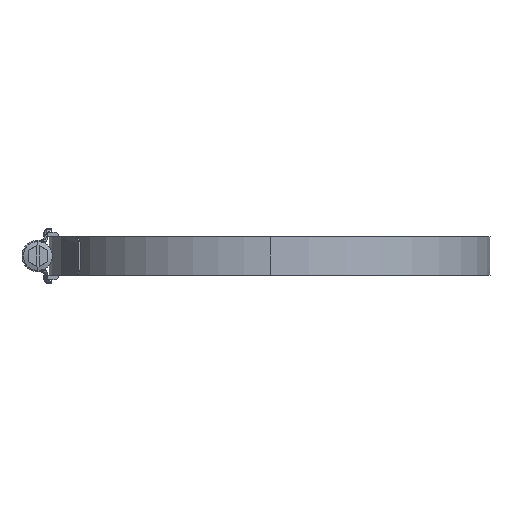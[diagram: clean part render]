
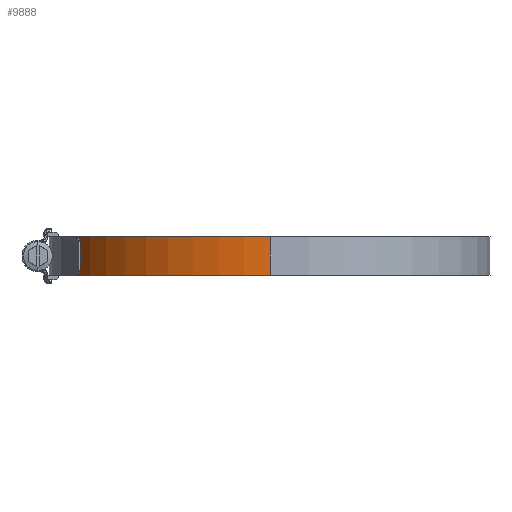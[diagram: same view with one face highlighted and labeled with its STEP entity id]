
A CAD part, left-side view. The second image highlights one B-rep face of the part: STEP entity #9888.
In plain terms, the highlighted cylindrical face has radius 91.19 mm (diameter 182.38 mm), a partial arc.
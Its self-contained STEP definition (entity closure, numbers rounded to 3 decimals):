
#7 = CARTESIAN_POINT ( 'NONE',  ( 0., 91.19, 7.95 ) ) ;
#77 = VERTEX_POINT ( 'NONE', #3894 ) ;
#422 = EDGE_LOOP ( 'NONE', ( #1678, #9153, #9428, #2069 ) ) ;
#680 = VECTOR ( 'NONE', #5832, 1000. ) ;
#971 = EDGE_CURVE ( 'NONE', #1218, #3468, #9593, .T. ) ;
#1206 = AXIS2_PLACEMENT_3D ( 'NONE', #4284, #4190, #3515 ) ;
#1218 = VERTEX_POINT ( 'NONE', #9673 ) ;
#1412 = CARTESIAN_POINT ( 'NONE',  ( 0., 91.19, 7.95 ) ) ;
#1678 = ORIENTED_EDGE ( 'NONE', *, *, #971, .F. ) ;
#2069 = ORIENTED_EDGE ( 'NONE', *, *, #5899, .T. ) ;
#2382 = EDGE_CURVE ( 'NONE', #8442, #1218, #4171, .T. ) ;
#2455 = DIRECTION ( 'NONE',  ( -1., 0., 0. ) ) ;
#2745 = CARTESIAN_POINT ( 'NONE',  ( -91.19, 0., 7.95 ) ) ;
#3056 = EDGE_CURVE ( 'NONE', #8442, #77, #7510, .T. ) ;
#3468 = VERTEX_POINT ( 'NONE', #5773 ) ;
#3515 = DIRECTION ( 'NONE',  ( 1., 0., 0. ) ) ;
#3594 = CIRCLE ( 'NONE', #4918, 91.19 ) ;
#3894 = CARTESIAN_POINT ( 'NONE',  ( 0., 91.19, -7.95 ) ) ;
#3912 = FACE_OUTER_BOUND ( 'NONE', #422, .T. ) ;
#4171 = CIRCLE ( 'NONE', #1206, 91.19 ) ;
#4190 = DIRECTION ( 'NONE',  ( 0., 0., 1. ) ) ;
#4284 = CARTESIAN_POINT ( 'NONE',  ( 0., 0., 7.95 ) ) ;
#4918 = AXIS2_PLACEMENT_3D ( 'NONE', #7347, #9721, #5756 ) ;
#5172 = VECTOR ( 'NONE', #6882, 1000. ) ;
#5756 = DIRECTION ( 'NONE',  ( 1., 0., 0. ) ) ;
#5773 = CARTESIAN_POINT ( 'NONE',  ( -91.19, 0., -7.95 ) ) ;
#5832 = DIRECTION ( 'NONE',  ( 0., 0., -1. ) ) ;
#5899 = EDGE_CURVE ( 'NONE', #77, #3468, #3594, .T. ) ;
#6261 = CYLINDRICAL_SURFACE ( 'NONE', #7901, 91.19 ) ;
#6882 = DIRECTION ( 'NONE',  ( 0., 0., -1. ) ) ;
#7347 = CARTESIAN_POINT ( 'NONE',  ( 0., 0., -7.95 ) ) ;
#7510 = LINE ( 'NONE', #1412, #5172 ) ;
#7901 = AXIS2_PLACEMENT_3D ( 'NONE', #9338, #9393, #2455 ) ;
#8442 = VERTEX_POINT ( 'NONE', #7 ) ;
#9153 = ORIENTED_EDGE ( 'NONE', *, *, #2382, .F. ) ;
#9338 = CARTESIAN_POINT ( 'NONE',  ( 0., 0., 7.95 ) ) ;
#9393 = DIRECTION ( 'NONE',  ( 0., 0., -1. ) ) ;
#9428 = ORIENTED_EDGE ( 'NONE', *, *, #3056, .T. ) ;
#9593 = LINE ( 'NONE', #2745, #680 ) ;
#9673 = CARTESIAN_POINT ( 'NONE',  ( -91.19, 0., 7.95 ) ) ;
#9721 = DIRECTION ( 'NONE',  ( 0., 0., 1. ) ) ;
#9888 = ADVANCED_FACE ( 'NONE', ( #3912 ), #6261, .T. ) ;
